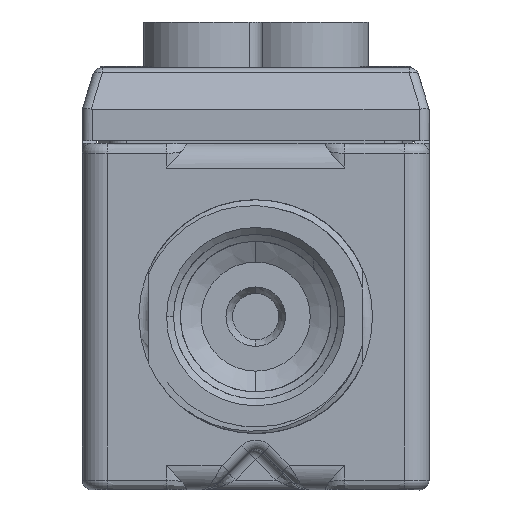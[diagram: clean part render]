
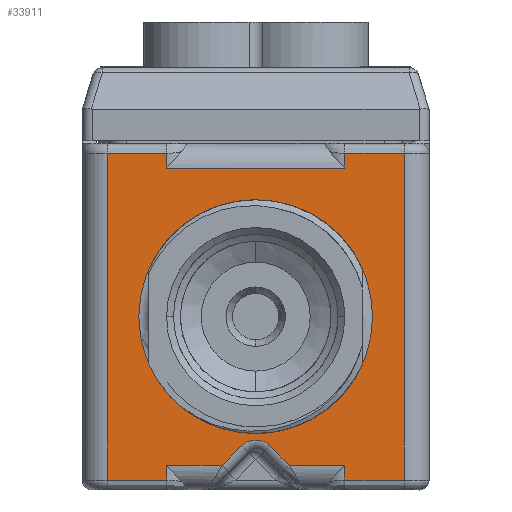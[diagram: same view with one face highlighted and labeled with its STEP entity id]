
A CAD part, front view. The second image highlights one B-rep face of the part: STEP entity #33911.
In plain terms, the highlighted planar face has unit normal (0, -1, 0).
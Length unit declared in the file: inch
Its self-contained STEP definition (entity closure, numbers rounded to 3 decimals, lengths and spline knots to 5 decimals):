
#8581=DIRECTION('',(-1.,0.,0.));
#8582=VECTOR('',#8581,0.9);
#8583=CARTESIAN_POINT('',(0.45,-2.34016,0.7498));
#8584=LINE('',#8583,#8582);
#8985=CARTESIAN_POINT('',(-0.7498,-2.34016,0.825));
#8986=CARTESIAN_POINT('',(-0.72918,-2.34016,
0.825));
#8987=CARTESIAN_POINT('',(-0.68932,-2.34016,
0.825));
#8988=CARTESIAN_POINT('',(-0.63384,-2.34016,
0.825));
#8989=CARTESIAN_POINT('',(-0.58225,-2.34016,
0.825));
#8990=CARTESIAN_POINT('',(-0.53438,-2.34016,
0.82499));
#8991=CARTESIAN_POINT('',(-0.49007,-2.34016,
0.82504));
#8992=CARTESIAN_POINT('',(-0.46295,-2.34016,
0.82492));
#8993=CARTESIAN_POINT('',(-0.45,-2.34016,
0.825));
#8995=DIRECTION('',(0.,0.,-1.));
#8996=VECTOR('',#8995,0.0752);
#8997=CARTESIAN_POINT('',(-0.45,-2.34016,
0.825));
#8998=LINE('',#8997,#8996);
#8999=DIRECTION('',(0.,0.,-1.));
#9000=VECTOR('',#8999,0.0752);
#9001=CARTESIAN_POINT('',(0.45,-2.34016,
0.825));
#9002=LINE('',#9001,#9000);
#9003=CARTESIAN_POINT('',(0.45,-2.34016,
0.825));
#9004=CARTESIAN_POINT('',(0.46295,-2.34016,
0.82492));
#9005=CARTESIAN_POINT('',(0.49006,-2.34016,
0.82505));
#9006=CARTESIAN_POINT('',(0.5344,-2.34016,
0.82499));
#9007=CARTESIAN_POINT('',(0.58227,-2.34016,
0.825));
#9008=CARTESIAN_POINT('',(0.63387,-2.34016,
0.825));
#9009=CARTESIAN_POINT('',(0.68934,-2.34016,
0.825));
#9010=CARTESIAN_POINT('',(0.72919,-2.34016,
0.825));
#9011=CARTESIAN_POINT('',(0.7498,-2.34016,0.825));
#9013=CARTESIAN_POINT('',(0.7498,-2.34016,-0.825));
#9014=CARTESIAN_POINT('',(0.72919,-2.34016,
-0.825));
#9015=CARTESIAN_POINT('',(0.68934,-2.34016,
-0.825));
#9016=CARTESIAN_POINT('',(0.63386,-2.34016,
-0.825));
#9017=CARTESIAN_POINT('',(0.58227,-2.34016,
-0.825));
#9018=CARTESIAN_POINT('',(0.5344,-2.34016,
-0.82499));
#9019=CARTESIAN_POINT('',(0.49006,-2.34016,
-0.82505));
#9020=CARTESIAN_POINT('',(0.46295,-2.34016,
-0.82492));
#9021=CARTESIAN_POINT('',(0.45,-2.34016,
-0.825));
#9023=DIRECTION('',(0.,0.,-1.));
#9024=VECTOR('',#9023,0.0752);
#9025=CARTESIAN_POINT('',(0.45,-2.34016,-0.7498));
#9026=LINE('',#9025,#9024);
#9027=DIRECTION('',(0.,0.,-1.));
#9028=VECTOR('',#9027,0.0752);
#9029=CARTESIAN_POINT('',(-0.45,-2.34016,-0.7498));
#9030=LINE('',#9029,#9028);
#9031=CARTESIAN_POINT('',(-0.45,-2.34016,
-0.825));
#9032=CARTESIAN_POINT('',(-0.46295,-2.34016,
-0.82492));
#9033=CARTESIAN_POINT('',(-0.49007,-2.34016,
-0.82504));
#9034=CARTESIAN_POINT('',(-0.53438,-2.34016,
-0.82499));
#9035=CARTESIAN_POINT('',(-0.58225,-2.34016,
-0.825));
#9036=CARTESIAN_POINT('',(-0.63385,-2.34016,
-0.825));
#9037=CARTESIAN_POINT('',(-0.68934,-2.34016,
-0.825));
#9038=CARTESIAN_POINT('',(-0.72919,-2.34016,
-0.825));
#9039=CARTESIAN_POINT('',(-0.7498,-2.34016,-0.825));
#9041=DIRECTION('',(0.,0.,1.));
#9042=VECTOR('',#9041,1.65);
#9043=CARTESIAN_POINT('',(-0.7498,-2.34016,-0.825));
#9044=LINE('',#9043,#9042);
#9045=CARTESIAN_POINT('',(0.,-2.34016,0.));
#9046=DIRECTION('',(0.,-1.,0.));
#9047=DIRECTION('',(0.,0.,-1.));
#9048=AXIS2_PLACEMENT_3D('',#9045,#9046,#9047);
#9050=CARTESIAN_POINT('',(0.,-2.34016,0.));
#9051=DIRECTION('',(0.,-1.,0.));
#9052=DIRECTION('',(0.,0.,1.));
#9053=AXIS2_PLACEMENT_3D('',#9050,#9051,#9052);
#9080=CARTESIAN_POINT('',(0.45,-2.34016,0.7498));
#9115=DIRECTION('',(0.,0.,1.));
#9116=VECTOR('',#9115,1.65);
#9117=CARTESIAN_POINT('',(0.7498,-2.34016,-0.825));
#9118=LINE('',#9117,#9116);
#9158=DIRECTION('',(1.,0.,0.));
#9159=VECTOR('',#9158,0.28117);
#9160=CARTESIAN_POINT('',(0.16883,-2.34016,
-0.7498));
#9161=LINE('',#9160,#9159);
#9331=DIRECTION('',(1.,0.,0.));
#9332=VECTOR('',#9331,0.28117);
#9333=CARTESIAN_POINT('',(-0.45,-2.34016,-0.7498));
#9334=LINE('',#9333,#9332);
#9360=CARTESIAN_POINT('',(-0.45,-2.34016,-0.7498));
#9412=CARTESIAN_POINT('',(-0.16883,-2.34016,
-0.7498));
#9481=CARTESIAN_POINT('',(0.,-2.34016,-0.7224));
#9482=DIRECTION('',(0.,1.,0.));
#9483=DIRECTION('',(-0.707,0.,0.707));
#9484=AXIS2_PLACEMENT_3D('',#9481,#9482,#9483);
#9486=DIRECTION('',(0.707,0.,0.707));
#9487=VECTOR('',#9486,0.13876);
#9488=CARTESIAN_POINT('',(-0.16883,-2.34016,
-0.7498));
#9489=LINE('',#9488,#9487);
#9499=DIRECTION('',(-0.707,0.,0.707));
#9500=VECTOR('',#9499,0.13876);
#9501=CARTESIAN_POINT('',(0.16883,-2.34016,
-0.7498));
#9502=LINE('',#9501,#9500);
#18700=CARTESIAN_POINT('',(0.,-2.34016,-0.58996));
#18701=CARTESIAN_POINT('',(0.,-2.34016,0.58996));
#18702=VERTEX_POINT('',#18700);
#18703=VERTEX_POINT('',#18701);
#18836=VERTEX_POINT('',#9412);
#18837=CARTESIAN_POINT('',(-0.07071,-2.34016,
-0.65168));
#18838=VERTEX_POINT('',#18837);
#18843=CARTESIAN_POINT('',(0.07071,-2.34016,
-0.65168));
#18844=VERTEX_POINT('',#18843);
#18845=CARTESIAN_POINT('',(0.16883,-2.34016,
-0.7498));
#18846=VERTEX_POINT('',#18845);
#19192=CARTESIAN_POINT('',(0.7498,-2.34016,0.825));
#19193=VERTEX_POINT('',#19192);
#19196=VERTEX_POINT('',#8985);
#19197=VERTEX_POINT('',#8993);
#19199=VERTEX_POINT('',#9003);
#19212=CARTESIAN_POINT('',(-0.7498,-2.34016,-0.825));
#19213=VERTEX_POINT('',#19212);
#19216=VERTEX_POINT('',#9013);
#19217=VERTEX_POINT('',#9021);
#19219=VERTEX_POINT('',#9031);
#19226=CARTESIAN_POINT('',(-0.45,-2.34016,0.7498));
#19227=VERTEX_POINT('',#19226);
#19230=VERTEX_POINT('',#9080);
#19236=VERTEX_POINT('',#9360);
#19660=CARTESIAN_POINT('',(0.45,-2.34016,-0.7498));
#19661=VERTEX_POINT('',#19660);
#33870=CARTESIAN_POINT('',(0.,-2.34016,0.));
#33871=DIRECTION('',(0.,1.,0.));
#33872=DIRECTION('',(1.,0.,0.));
#33873=AXIS2_PLACEMENT_3D('',#33870,#33871,#33872);
#33874=PLANE('',#33873);
#33875=ORIENTED_EDGE('',*,*,#32994,.T.);
#33877=ORIENTED_EDGE('',*,*,#33876,.T.);
#33878=ORIENTED_EDGE('',*,*,#33128,.F.);
#33880=ORIENTED_EDGE('',*,*,#33879,.F.);
#33881=ORIENTED_EDGE('',*,*,#33306,.T.);
#33883=ORIENTED_EDGE('',*,*,#33882,.F.);
#33885=ORIENTED_EDGE('',*,*,#33884,.T.);
#33887=ORIENTED_EDGE('',*,*,#33886,.F.);
#33889=ORIENTED_EDGE('',*,*,#33888,.F.);
#33891=ORIENTED_EDGE('',*,*,#33890,.T.);
#33893=ORIENTED_EDGE('',*,*,#33892,.F.);
#33895=ORIENTED_EDGE('',*,*,#33894,.F.);
#33897=ORIENTED_EDGE('',*,*,#33896,.F.);
#33899=ORIENTED_EDGE('',*,*,#33898,.T.);
#33901=ORIENTED_EDGE('',*,*,#33900,.T.);
#33902=ORIENTED_EDGE('',*,*,#33863,.T.);
#33903=EDGE_LOOP('',(#33875,#33877,#33878,#33880,#33881,#33883,#33885,#33887,
#33889,#33891,#33893,#33895,#33897,#33899,#33901,#33902));
#33904=FACE_OUTER_BOUND('',#33903,.F.);
#33906=ORIENTED_EDGE('',*,*,#33905,.T.);
#33908=ORIENTED_EDGE('',*,*,#33907,.T.);
#33909=EDGE_LOOP('',(#33906,#33908));
#33910=FACE_BOUND('',#33909,.F.);
#33911=ADVANCED_FACE('',(#33904,#33910),#33874,.F.);
#8994=B_SPLINE_CURVE_WITH_KNOTS('',3,(#8985,#8986,#8987,#8988,#8989,#8990,#8991,
#8992,#8993),.UNSPECIFIED.,.F.,.F.,(4,1,1,1,1,1,4),(0.,0.16667,
0.33333,0.5,0.66667,0.83333,1.),
.UNSPECIFIED.);
#9012=B_SPLINE_CURVE_WITH_KNOTS('',3,(#9003,#9004,#9005,#9006,#9007,#9008,#9009,
#9010,#9011),.UNSPECIFIED.,.F.,.F.,(4,1,1,1,1,1,4),(0.,0.16667,
0.33333,0.5,0.66667,0.83333,1.),
.UNSPECIFIED.);
#9022=B_SPLINE_CURVE_WITH_KNOTS('',3,(#9013,#9014,#9015,#9016,#9017,#9018,#9019,
#9020,#9021),.UNSPECIFIED.,.F.,.F.,(4,1,1,1,1,1,4),(0.,0.16667,
0.33333,0.5,0.66667,0.83333,1.),
.UNSPECIFIED.);
#9040=B_SPLINE_CURVE_WITH_KNOTS('',3,(#9031,#9032,#9033,#9034,#9035,#9036,#9037,
#9038,#9039),.UNSPECIFIED.,.F.,.F.,(4,1,1,1,1,1,4),(0.,0.16667,
0.33333,0.5,0.66667,0.83333,1.),
.UNSPECIFIED.);
#9049=CIRCLE('',#9048,0.58996);
#9054=CIRCLE('',#9053,0.58996);
#9485=CIRCLE('',#9484,0.1);
#32994=EDGE_CURVE('',#19196,#19197,#8994,.T.);
#33128=EDGE_CURVE('',#19230,#19227,#8584,.T.);
#33306=EDGE_CURVE('',#19199,#19193,#9012,.T.);
#33863=EDGE_CURVE('',#19213,#19196,#9044,.T.);
#33876=EDGE_CURVE('',#19197,#19227,#8998,.T.);
#33879=EDGE_CURVE('',#19199,#19230,#9002,.T.);
#33882=EDGE_CURVE('',#19216,#19193,#9118,.T.);
#33884=EDGE_CURVE('',#19216,#19217,#9022,.T.);
#33886=EDGE_CURVE('',#19661,#19217,#9026,.T.);
#33888=EDGE_CURVE('',#18846,#19661,#9161,.T.);
#33890=EDGE_CURVE('',#18846,#18844,#9502,.T.);
#33892=EDGE_CURVE('',#18838,#18844,#9485,.T.);
#33894=EDGE_CURVE('',#18836,#18838,#9489,.T.);
#33896=EDGE_CURVE('',#19236,#18836,#9334,.T.);
#33898=EDGE_CURVE('',#19236,#19219,#9030,.T.);
#33900=EDGE_CURVE('',#19219,#19213,#9040,.T.);
#33905=EDGE_CURVE('',#18702,#18703,#9049,.T.);
#33907=EDGE_CURVE('',#18703,#18702,#9054,.T.);
